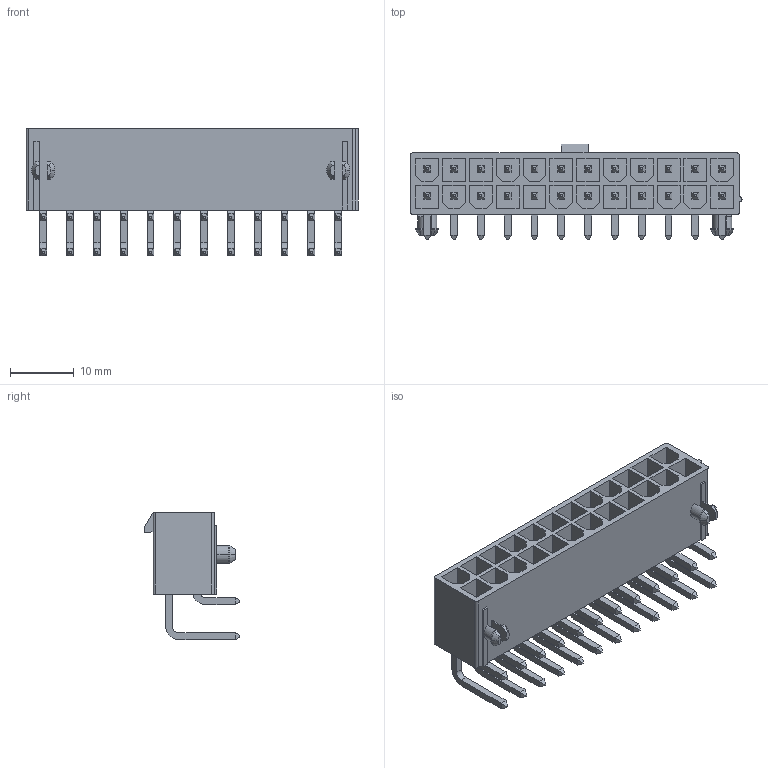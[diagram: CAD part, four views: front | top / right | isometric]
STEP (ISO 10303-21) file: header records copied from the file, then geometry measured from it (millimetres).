
FILE_DESCRIPTION(('STEP AP242'),'1');
FILE_NAME('0039301240.stp','2025-01-02T09:48:42',('TraceParts'),('TraceParts S.A.'),'Spatial InterOp 3D',' ',' ');
FILE_SCHEMA(('AP242_MANAGED_MODEL_BASED_3D_ENGINEERING_MIM_LF {1 0 10303 442 1 1 4}'));
Length unit declared in the file: millimetre
Products named in the file (1): 0039301240_1
Bounding box: 52 x 15 x 19.93 mm (x, y, z)
Volume: 4111.4 mm3; surface area: 7395.1 mm2
Topology: 1 solids, 1 shells, 726 faces, 1786 edges, 1190 vertices
Faces by surface type: plane 648, cylinder 70, cone 8
Entity records: 20860 total; most frequent: CARTESIAN_POINT 3620, ORIENTED_EDGE 3464, DIRECTION 3434, EDGE_CURVE 1732, LINE 1578, VECTOR 1578, VERTEX_POINT 1082, AXIS2_PLACEMENT_3D 928
